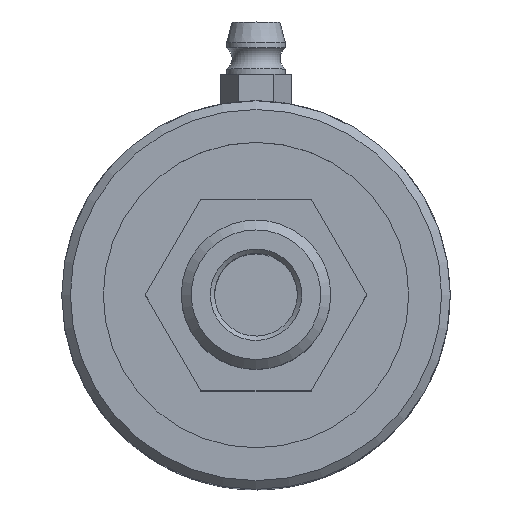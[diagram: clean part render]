
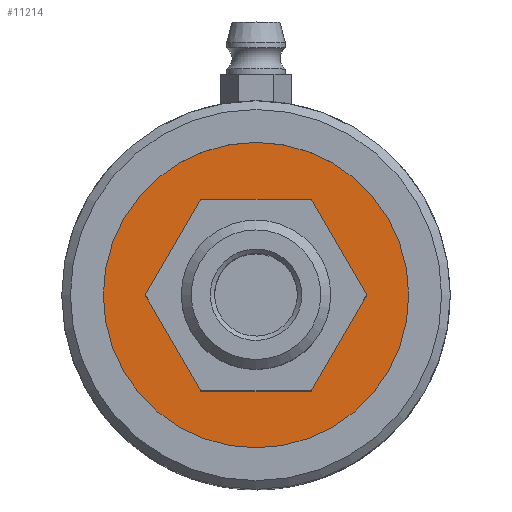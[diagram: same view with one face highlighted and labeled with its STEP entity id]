
A CAD part, top view. The second image highlights one B-rep face of the part: STEP entity #11214.
In plain terms, the highlighted planar face has unit normal (0, 0, 1).
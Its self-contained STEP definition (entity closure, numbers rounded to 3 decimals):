
#171=FACE_BOUND('',#4067,.T.);
#1040=LINE('',#87381,#1660);
#1044=LINE('',#87388,#1664);
#1047=LINE('',#87394,#1667);
#1050=LINE('',#87400,#1670);
#1053=LINE('',#87406,#1673);
#1055=LINE('',#87409,#1675);
#1660=VECTOR('',#13768,12.702);
#1664=VECTOR('',#13774,12.702);
#1667=VECTOR('',#13779,12.702);
#1670=VECTOR('',#13784,12.702);
#1673=VECTOR('',#13789,12.702);
#1675=VECTOR('',#13793,12.702);
#2611=CIRCLE('',#11909,17.525);
#2838=PLANE('',#11910);
#3392=FACE_OUTER_BOUND('',#4066,.T.);
#4066=EDGE_LOOP('',(#10250));
#4067=EDGE_LOOP('',(#10251,#10252,#10253,#10254,#10255,#10256));
#5680=VERTEX_POINT('',#87378);
#5681=VERTEX_POINT('',#87380);
#5683=VERTEX_POINT('',#87386);
#5685=VERTEX_POINT('',#87392);
#5687=VERTEX_POINT('',#87398);
#5689=VERTEX_POINT('',#87404);
#5690=VERTEX_POINT('',#87412);
#7212=EDGE_CURVE('',#5681,#5680,#1040,.T.);
#7216=EDGE_CURVE('',#5680,#5683,#1044,.T.);
#7219=EDGE_CURVE('',#5683,#5685,#1047,.T.);
#7222=EDGE_CURVE('',#5685,#5687,#1050,.T.);
#7225=EDGE_CURVE('',#5687,#5689,#1053,.T.);
#7227=EDGE_CURVE('',#5689,#5681,#1055,.T.);
#7229=EDGE_CURVE('',#5690,#5690,#2611,.T.);
#10250=ORIENTED_EDGE('',*,*,#7229,.T.);
#10251=ORIENTED_EDGE('',*,*,#7212,.T.);
#10252=ORIENTED_EDGE('',*,*,#7216,.T.);
#10253=ORIENTED_EDGE('',*,*,#7219,.T.);
#10254=ORIENTED_EDGE('',*,*,#7222,.T.);
#10255=ORIENTED_EDGE('',*,*,#7225,.T.);
#10256=ORIENTED_EDGE('',*,*,#7227,.T.);
#11214=ADVANCED_FACE('',(#3392,#171),#2838,.F.);
#11909=AXIS2_PLACEMENT_3D('',#87414,#13799,#13800);
#11910=AXIS2_PLACEMENT_3D('',#87415,#13801,#13802);
#13768=DIRECTION('',(1.,0.,0.));
#13774=DIRECTION('',(0.5,-0.866,0.));
#13779=DIRECTION('',(-0.5,-0.866,0.));
#13784=DIRECTION('',(-1.,0.,0.));
#13789=DIRECTION('',(-0.5,0.866,0.));
#13793=DIRECTION('',(0.5,0.866,0.));
#13799=DIRECTION('center_axis',(0.,0.,1.));
#13800=DIRECTION('ref_axis',(-1.,0.,0.));
#13801=DIRECTION('center_axis',(0.,0.,-1.));
#13802=DIRECTION('ref_axis',(-1.,0.,0.));
#87378=CARTESIAN_POINT('',(6.351,11.,-4.04));
#87380=CARTESIAN_POINT('',(-6.351,11.,-4.04));
#87381=CARTESIAN_POINT('',(-6.351,11.,-4.04));
#87386=CARTESIAN_POINT('',(12.702,0.,-4.04));
#87388=CARTESIAN_POINT('',(6.351,11.,-4.04));
#87392=CARTESIAN_POINT('',(6.351,-11.,-4.04));
#87394=CARTESIAN_POINT('',(12.702,0.,-4.04));
#87398=CARTESIAN_POINT('',(-6.351,-11.,-4.04));
#87400=CARTESIAN_POINT('',(6.351,-11.,-4.04));
#87404=CARTESIAN_POINT('',(-12.702,0.,-4.04));
#87406=CARTESIAN_POINT('',(-6.351,-11.,-4.04));
#87409=CARTESIAN_POINT('',(-12.702,0.,-4.04));
#87412=CARTESIAN_POINT('',(17.525,0.,-4.04));
#87414=CARTESIAN_POINT('Origin',(0.,0.,-4.04));
#87415=CARTESIAN_POINT('Origin',(0.,0.,-4.04));
